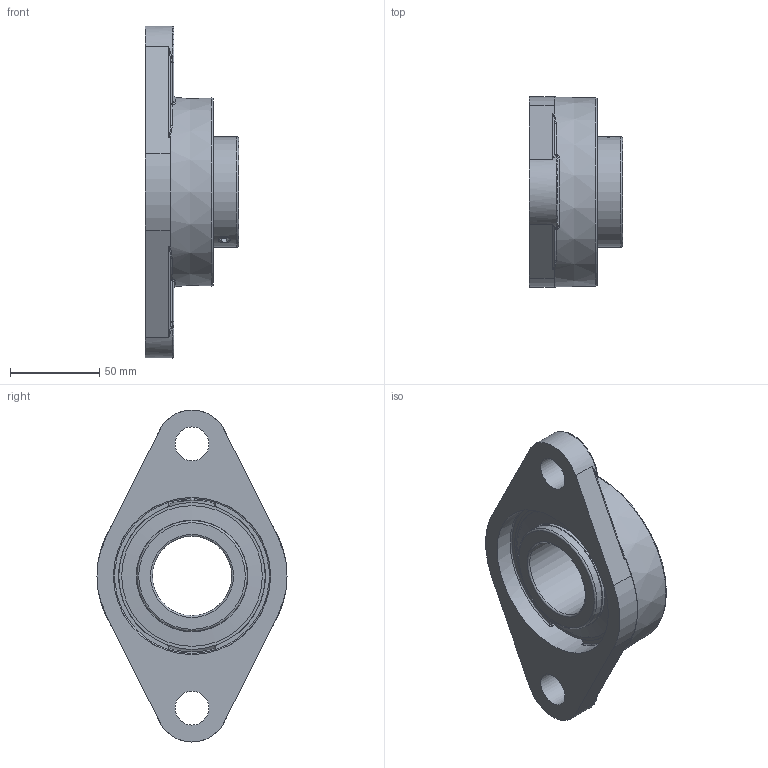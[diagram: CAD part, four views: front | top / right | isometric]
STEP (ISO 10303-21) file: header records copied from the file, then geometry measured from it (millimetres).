
FILE_DESCRIPTION(/* description */ ('Alibre Inc.'),/* implementation_level */ '2;1');
FILE_NAME(/* name */ 'export-DC87FBFE-E09D-4C7C-967C-DC81D65F5C06',/* time_stamp */ '2020-05-29T09:36:17-07:00',/* author */ (''),/* organization */ (''),/* preprocessor_version */ 'ST-DEVELOPER v17',/* originating_system */ 'Alibre',/* authorisation */ '');
FILE_SCHEMA (('CONFIG_CONTROL_DESIGN'));
Length unit declared in the file: inch
Bounding box: 52.2 x 106.5 x 186 mm (x, y, z)
Volume: 262309.9 mm3; surface area: 87245.8 mm2
Topology: 16 solids, 16 shells, 168 faces, 398 edges, 236 vertices
Faces by surface type: plane 52, cylinder 48, torus 23, sphere 20, bspline 16, cone 9
Full cylindrical faces by diameter (mm): 6.782 x4, 19 x2, 44.45 x1, 61.722 x4, 62.484 x2, 76.652 x2, 78.74 x2, 86.104 x1, 88.104 x1, 95.22 x1
Entity records: 7168 total; most frequent: CARTESIAN_POINT 3399, DIRECTION 593, ORIENTED_EDGE 568, AXIS2_PLACEMENT_3D 286, EDGE_CURVE 284, FACE_BOUND 215, EDGE_LOOP 206, VERTEX_POINT 197
